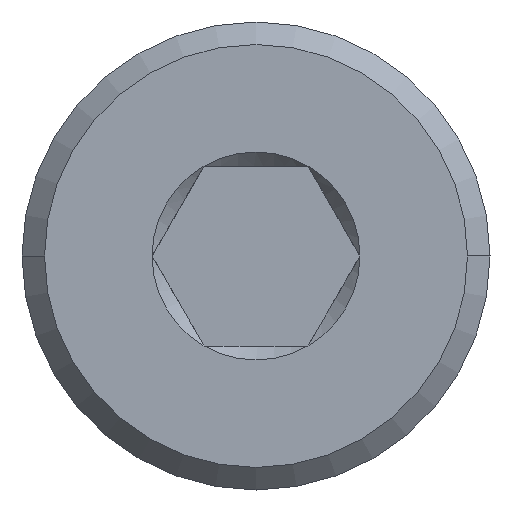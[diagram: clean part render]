
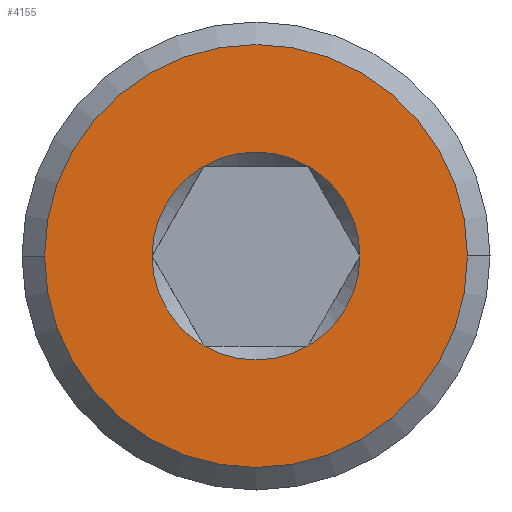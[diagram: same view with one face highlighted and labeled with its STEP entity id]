
A CAD part, left-side view. The second image highlights one B-rep face of the part: STEP entity #4155.
In plain terms, the highlighted planar face has unit normal (-1, 0, 0).
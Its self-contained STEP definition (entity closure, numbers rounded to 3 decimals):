
#22 = DIRECTION ( 'NONE',  ( -1., 0., 0. ) ) ;
#28 = CARTESIAN_POINT ( 'NONE',  ( -17.5, 0., 0. ) ) ;
#69 = DIRECTION ( 'NONE',  ( 0., 1., 0. ) ) ;
#76 = EDGE_CURVE ( 'NONE', #569, #963, #4552, .T. ) ;
#100 = CARTESIAN_POINT ( 'NONE',  ( -17.5, 0., 0. ) ) ;
#119 = ORIENTED_EDGE ( 'NONE', *, *, #76, .F. ) ;
#412 = CARTESIAN_POINT ( 'NONE',  ( -17.5, 0., 0. ) ) ;
#457 = AXIS2_PLACEMENT_3D ( 'NONE', #100, #4995, #69 ) ;
#495 = ORIENTED_EDGE ( 'NONE', *, *, #4208, .F. ) ;
#545 = CARTESIAN_POINT ( 'NONE',  ( -17.5, 0., 0. ) ) ;
#569 = VERTEX_POINT ( 'NONE', #3858 ) ;
#749 = PLANE ( 'NONE',  #3091 ) ;
#826 = CARTESIAN_POINT ( 'NONE',  ( -17.5, 1.443, -2.5 ) ) ;
#912 = AXIS2_PLACEMENT_3D ( 'NONE', #28, #1632, #3671 ) ;
#963 = VERTEX_POINT ( 'NONE', #2059 ) ;
#971 = CIRCLE ( 'NONE', #1871, 2.887 ) ;
#1048 = VERTEX_POINT ( 'NONE', #4147 ) ;
#1142 = DIRECTION ( 'NONE',  ( 0., -1., 0. ) ) ;
#1165 = CIRCLE ( 'NONE', #4184, 2.887 ) ;
#1250 = CARTESIAN_POINT ( 'NONE',  ( -17.5, 0., 0. ) ) ;
#1345 = EDGE_LOOP ( 'NONE', ( #4601, #3376 ) ) ;
#1364 = DIRECTION ( 'NONE',  ( -1., 0., 0. ) ) ;
#1416 = EDGE_CURVE ( 'NONE', #4726, #1048, #971, .T. ) ;
#1473 = CIRCLE ( 'NONE', #2045, 2.887 ) ;
#1477 = CIRCLE ( 'NONE', #457, 5.875 ) ;
#1519 = CARTESIAN_POINT ( 'NONE',  ( -17.5, 0., 0. ) ) ;
#1536 = ORIENTED_EDGE ( 'NONE', *, *, #1416, .F. ) ;
#1538 = DIRECTION ( 'NONE',  ( 1., 0., 0. ) ) ;
#1574 = EDGE_CURVE ( 'NONE', #963, #4726, #5066, .T. ) ;
#1610 = VERTEX_POINT ( 'NONE', #1803 ) ;
#1632 = DIRECTION ( 'NONE',  ( -1., 0., 0. ) ) ;
#1803 = CARTESIAN_POINT ( 'NONE',  ( -17.5, -1.443, -2.5 ) ) ;
#1820 = DIRECTION ( 'NONE',  ( -1., 0., 0. ) ) ;
#1851 = VERTEX_POINT ( 'NONE', #826 ) ;
#1871 = AXIS2_PLACEMENT_3D ( 'NONE', #545, #1820, #3449 ) ;
#1903 = EDGE_CURVE ( 'NONE', #5123, #4612, #1477, .T. ) ;
#2045 = AXIS2_PLACEMENT_3D ( 'NONE', #2139, #1364, #2958 ) ;
#2059 = CARTESIAN_POINT ( 'NONE',  ( -17.5, -1.443, 2.5 ) ) ;
#2139 = CARTESIAN_POINT ( 'NONE',  ( -17.5, 0., 0. ) ) ;
#2249 = DIRECTION ( 'NONE',  ( -1., 0., 0. ) ) ;
#2473 = EDGE_CURVE ( 'NONE', #1610, #569, #1473, .T. ) ;
#2650 = EDGE_CURVE ( 'NONE', #4612, #5123, #2989, .T. ) ;
#2723 = AXIS2_PLACEMENT_3D ( 'NONE', #412, #2832, #3693 ) ;
#2755 = AXIS2_PLACEMENT_3D ( 'NONE', #1519, #1538, #3981 ) ;
#2769 = CARTESIAN_POINT ( 'NONE',  ( -17.5, 1.443, 2.5 ) ) ;
#2832 = DIRECTION ( 'NONE',  ( -1., 0., 0. ) ) ;
#2958 = DIRECTION ( 'NONE',  ( 0., -1., 0. ) ) ;
#2989 = CIRCLE ( 'NONE', #2755, 5.875 ) ;
#3077 = ORIENTED_EDGE ( 'NONE', *, *, #1574, .F. ) ;
#3091 = AXIS2_PLACEMENT_3D ( 'NONE', #3573, #4010, #1142 ) ;
#3172 = CARTESIAN_POINT ( 'NONE',  ( -17.5, 5.875, 0. ) ) ;
#3229 = AXIS2_PLACEMENT_3D ( 'NONE', #5083, #2249, #3507 ) ;
#3376 = ORIENTED_EDGE ( 'NONE', *, *, #2650, .F. ) ;
#3418 = CARTESIAN_POINT ( 'NONE',  ( -17.5, -5.875, 0. ) ) ;
#3449 = DIRECTION ( 'NONE',  ( 0., -1., 0. ) ) ;
#3507 = DIRECTION ( 'NONE',  ( 0., -1., 0. ) ) ;
#3573 = CARTESIAN_POINT ( 'NONE',  ( -17.5, 5.875, 0. ) ) ;
#3635 = EDGE_LOOP ( 'NONE', ( #119, #4933, #495, #5289, #1536, #3077 ) ) ;
#3671 = DIRECTION ( 'NONE',  ( 0., -1., 0. ) ) ;
#3693 = DIRECTION ( 'NONE',  ( 0., -1., 0. ) ) ;
#3705 = FACE_OUTER_BOUND ( 'NONE', #1345, .T. ) ;
#3824 = CIRCLE ( 'NONE', #2723, 2.887 ) ;
#3858 = CARTESIAN_POINT ( 'NONE',  ( -17.5, -2.887, 0. ) ) ;
#3891 = FACE_BOUND ( 'NONE', #3635, .T. ) ;
#3981 = DIRECTION ( 'NONE',  ( 0., 1., 0. ) ) ;
#4010 = DIRECTION ( 'NONE',  ( -1., 0., 0. ) ) ;
#4110 = DIRECTION ( 'NONE',  ( 0., -1., 0. ) ) ;
#4147 = CARTESIAN_POINT ( 'NONE',  ( -17.5, 2.887, 0. ) ) ;
#4155 = ADVANCED_FACE ( 'NONE', ( #3891, #3705 ), #749, .T. ) ;
#4184 = AXIS2_PLACEMENT_3D ( 'NONE', #1250, #22, #4110 ) ;
#4208 = EDGE_CURVE ( 'NONE', #1851, #1610, #1165, .T. ) ;
#4318 = EDGE_CURVE ( 'NONE', #1048, #1851, #3824, .T. ) ;
#4552 = CIRCLE ( 'NONE', #912, 2.887 ) ;
#4601 = ORIENTED_EDGE ( 'NONE', *, *, #1903, .F. ) ;
#4612 = VERTEX_POINT ( 'NONE', #3418 ) ;
#4726 = VERTEX_POINT ( 'NONE', #2769 ) ;
#4933 = ORIENTED_EDGE ( 'NONE', *, *, #2473, .F. ) ;
#4995 = DIRECTION ( 'NONE',  ( 1., 0., 0. ) ) ;
#5066 = CIRCLE ( 'NONE', #3229, 2.887 ) ;
#5083 = CARTESIAN_POINT ( 'NONE',  ( -17.5, 0., 0. ) ) ;
#5123 = VERTEX_POINT ( 'NONE', #3172 ) ;
#5289 = ORIENTED_EDGE ( 'NONE', *, *, #4318, .F. ) ;
